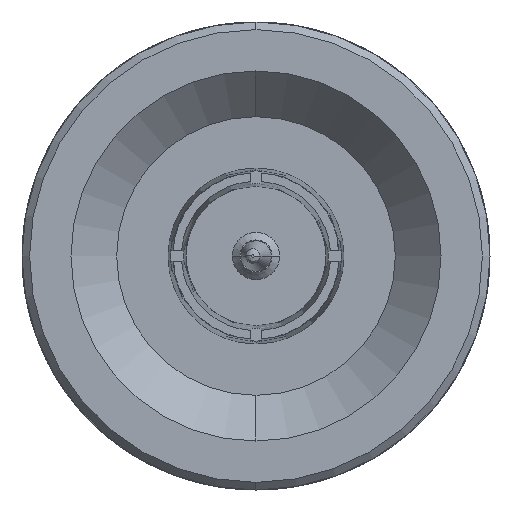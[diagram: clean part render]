
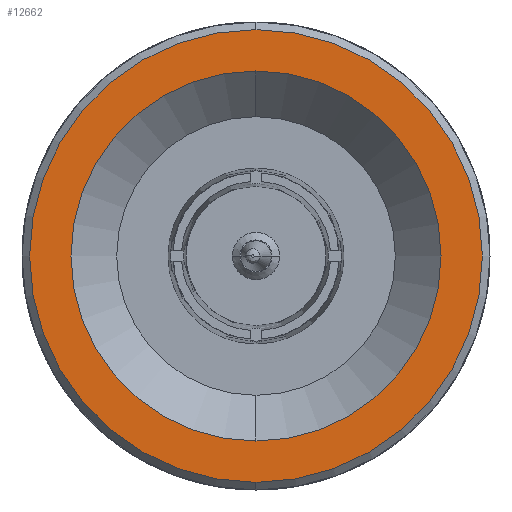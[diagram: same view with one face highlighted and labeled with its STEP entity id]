
A CAD part, left-side view. The second image highlights one B-rep face of the part: STEP entity #12662.
In plain terms, the highlighted planar face has unit normal (-1, 0, 0).
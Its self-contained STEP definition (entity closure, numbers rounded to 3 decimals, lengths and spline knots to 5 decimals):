
#1547 = ORIENTED_EDGE ( 'NONE', *, *, #60375, .T. ) ;
#11142 = CIRCLE ( 'NONE', #111870, 0.12139 ) ;
#12530 = CIRCLE ( 'NONE', #69294, 0.1485 ) ;
#12662 = ADVANCED_FACE ( 'NONE', ( #37391, #91835 ), #100448, .F. ) ;
#19594 = CARTESIAN_POINT ( 'NONE',  ( -0.246, 0., 0. ) ) ;
#20572 = VERTEX_POINT ( 'NONE', #74417 ) ;
#30500 = DIRECTION ( 'NONE',  ( 0., 0., -1. ) ) ;
#34481 = CIRCLE ( 'NONE', #98559, 0.12139 ) ;
#37391 = FACE_OUTER_BOUND ( 'NONE', #112614, .T. ) ;
#39852 = DIRECTION ( 'NONE',  ( 0., 0., -1. ) ) ;
#41031 = EDGE_CURVE ( 'NONE', #88859, #69380, #11142, .T. ) ;
#43420 = CARTESIAN_POINT ( 'NONE',  ( -0.246, 0., 0.12139 ) ) ;
#48263 = DIRECTION ( 'NONE',  ( 1., 0., 0. ) ) ;
#52925 = CIRCLE ( 'NONE', #98628, 0.1485 ) ;
#55108 = CARTESIAN_POINT ( 'NONE',  ( -0.246, 0., 0. ) ) ;
#56632 = CARTESIAN_POINT ( 'NONE',  ( -0.246, 0., -0.12139 ) ) ;
#59320 = DIRECTION ( 'NONE',  ( -1., 0., 0. ) ) ;
#60375 = EDGE_CURVE ( 'NONE', #69380, #88859, #34481, .T. ) ;
#62851 = CARTESIAN_POINT ( 'NONE',  ( -0.246, 0., 0. ) ) ;
#63314 = EDGE_CURVE ( 'NONE', #20572, #67023, #12530, .T. ) ;
#63928 = EDGE_CURVE ( 'NONE', #67023, #20572, #52925, .T. ) ;
#67023 = VERTEX_POINT ( 'NONE', #67445 ) ;
#67445 = CARTESIAN_POINT ( 'NONE',  ( -0.246, 0., -0.1485 ) ) ;
#68684 = DIRECTION ( 'NONE',  ( 0., 0., -1. ) ) ;
#69294 = AXIS2_PLACEMENT_3D ( 'NONE', #55108, #97547, #107261 ) ;
#69380 = VERTEX_POINT ( 'NONE', #56632 ) ;
#74417 = CARTESIAN_POINT ( 'NONE',  ( -0.246, 0., 0.1485 ) ) ;
#76738 = CARTESIAN_POINT ( 'NONE',  ( -0.246, 0., 0. ) ) ;
#78537 = ORIENTED_EDGE ( 'NONE', *, *, #63928, .T. ) ;
#81782 = ORIENTED_EDGE ( 'NONE', *, *, #41031, .T. ) ;
#87569 = EDGE_LOOP ( 'NONE', ( #81782, #1547 ) ) ;
#88859 = VERTEX_POINT ( 'NONE', #43420 ) ;
#90366 = DIRECTION ( 'NONE',  ( 0., 0., -1. ) ) ;
#91835 = FACE_BOUND ( 'NONE', #87569, .T. ) ;
#92048 = CARTESIAN_POINT ( 'NONE',  ( -0.246, 0., 0. ) ) ;
#97547 = DIRECTION ( 'NONE',  ( -1., 0., 0. ) ) ;
#97836 = DIRECTION ( 'NONE',  ( 1., 0., 0. ) ) ;
#98559 = AXIS2_PLACEMENT_3D ( 'NONE', #76738, #112291, #68684 ) ;
#98628 = AXIS2_PLACEMENT_3D ( 'NONE', #92048, #59320, #39852 ) ;
#100448 = PLANE ( 'NONE',  #112112 ) ;
#104970 = ORIENTED_EDGE ( 'NONE', *, *, #63314, .T. ) ;
#107261 = DIRECTION ( 'NONE',  ( 0., 0., -1. ) ) ;
#111870 = AXIS2_PLACEMENT_3D ( 'NONE', #62851, #97836, #90366 ) ;
#112112 = AXIS2_PLACEMENT_3D ( 'NONE', #19594, #48263, #30500 ) ;
#112291 = DIRECTION ( 'NONE',  ( 1., 0., 0. ) ) ;
#112614 = EDGE_LOOP ( 'NONE', ( #78537, #104970 ) ) ;
